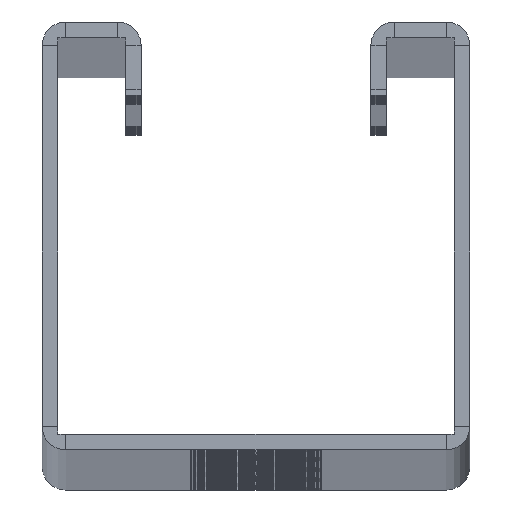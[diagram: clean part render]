
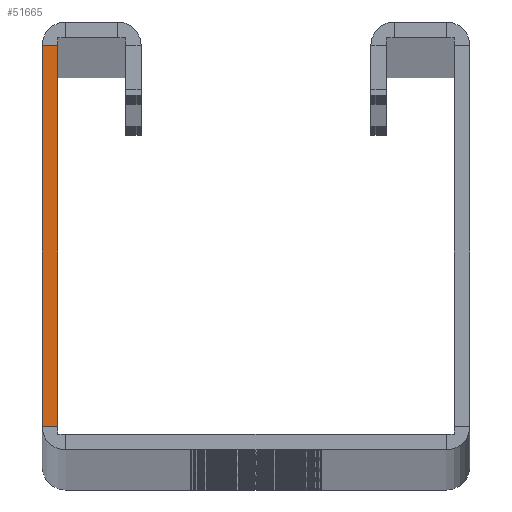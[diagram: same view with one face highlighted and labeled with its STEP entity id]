
A CAD part, top view. The second image highlights one B-rep face of the part: STEP entity #51665.
In plain terms, the highlighted planar face has unit normal (0, 0, 1).
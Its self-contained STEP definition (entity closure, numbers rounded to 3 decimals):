
#129 = VERTEX_POINT ( 'NONE', #6892 ) ;
#280 = CARTESIAN_POINT ( 'NONE',  ( -19., 38.75, 0. ) ) ;
#461 = VECTOR ( 'NONE', #67846, 1000. ) ;
#876 = FACE_OUTER_BOUND ( 'NONE', #38914, .T. ) ;
#3776 = ORIENTED_EDGE ( 'NONE', *, *, #49075, .F. ) ;
#5706 = ORIENTED_EDGE ( 'NONE', *, *, #13165, .T. ) ;
#6785 = CARTESIAN_POINT ( 'NONE',  ( -20.5, 0., 0. ) ) ;
#6816 = PLANE ( 'NONE',  #61495 ) ;
#6892 = CARTESIAN_POINT ( 'NONE',  ( -20.5, 2.25, 0. ) ) ;
#7206 = VECTOR ( 'NONE', #11195, 1000. ) ;
#11195 = DIRECTION ( 'NONE',  ( 1., 0., 0. ) ) ;
#11945 = VECTOR ( 'NONE', #61007, 1000. ) ;
#13165 = EDGE_CURVE ( 'NONE', #48672, #56858, #59305, .T. ) ;
#15657 = CARTESIAN_POINT ( 'NONE',  ( -19., 0., 0. ) ) ;
#20833 = CARTESIAN_POINT ( 'NONE',  ( -20.5, 38.75, 0. ) ) ;
#22737 = EDGE_CURVE ( 'NONE', #56858, #67077, #66156, .T. ) ;
#23362 = DIRECTION ( 'NONE',  ( 0., 0., 1. ) ) ;
#27514 = VECTOR ( 'NONE', #57910, 1000. ) ;
#32956 = CARTESIAN_POINT ( 'NONE',  ( -20.5, 2.25, 0. ) ) ;
#38914 = EDGE_LOOP ( 'NONE', ( #3776, #69604, #5706, #51959 ) ) ;
#44668 = CARTESIAN_POINT ( 'NONE',  ( -19., 38.75, 0. ) ) ;
#48672 = VERTEX_POINT ( 'NONE', #52597 ) ;
#49075 = EDGE_CURVE ( 'NONE', #129, #67077, #70514, .T. ) ;
#51384 = DIRECTION ( 'NONE',  ( 1., 0., 0. ) ) ;
#51665 = ADVANCED_FACE ( 'NONE', ( #876 ), #6816, .T. ) ;
#51894 = LINE ( 'NONE', #32956, #7206 ) ;
#51959 = ORIENTED_EDGE ( 'NONE', *, *, #22737, .T. ) ;
#52597 = CARTESIAN_POINT ( 'NONE',  ( -19., 2.25, 0. ) ) ;
#56262 = EDGE_CURVE ( 'NONE', #129, #48672, #51894, .T. ) ;
#56858 = VERTEX_POINT ( 'NONE', #44668 ) ;
#56982 = CARTESIAN_POINT ( 'NONE',  ( -18.25, 1.5, 0. ) ) ;
#57910 = DIRECTION ( 'NONE',  ( 0., 1., 0. ) ) ;
#59305 = LINE ( 'NONE', #15657, #11945 ) ;
#61007 = DIRECTION ( 'NONE',  ( 0., 1., 0. ) ) ;
#61495 = AXIS2_PLACEMENT_3D ( 'NONE', #56982, #23362, #51384 ) ;
#66156 = LINE ( 'NONE', #280, #461 ) ;
#67077 = VERTEX_POINT ( 'NONE', #20833 ) ;
#67846 = DIRECTION ( 'NONE',  ( -1., 0., 0. ) ) ;
#69604 = ORIENTED_EDGE ( 'NONE', *, *, #56262, .T. ) ;
#70514 = LINE ( 'NONE', #6785, #27514 ) ;
